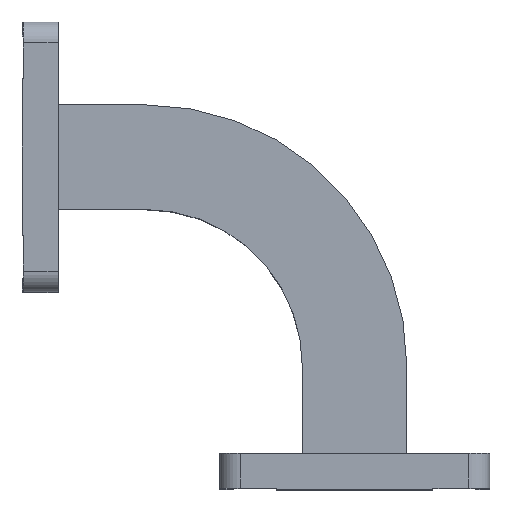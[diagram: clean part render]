
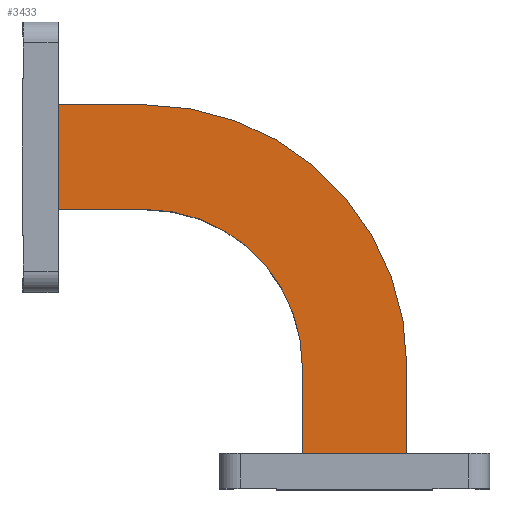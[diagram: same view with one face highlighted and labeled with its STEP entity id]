
A CAD part, top view. The second image highlights one B-rep face of the part: STEP entity #3433.
In plain terms, the highlighted planar face has unit normal (0, 0, 1).
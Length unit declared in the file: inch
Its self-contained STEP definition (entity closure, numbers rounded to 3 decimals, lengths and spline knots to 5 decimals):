
#19 = EDGE_CURVE ( 'NONE', #1000, #2536, #1500, .T. ) ;
#33 = DIRECTION ( 'NONE',  ( 1., 0., 0. ) ) ;
#40 = CARTESIAN_POINT ( 'NONE',  ( 0., -0.375, 0.75 ) ) ;
#43 = VECTOR ( 'NONE', #1817, 39.37008 ) ;
#60 = CARTESIAN_POINT ( 'NONE',  ( 2.75, -1.5, 0.75 ) ) ;
#80 = DIRECTION ( 'NONE',  ( 1., 0., 0. ) ) ;
#508 = DIRECTION ( 'NONE',  ( 0., 0., 1. ) ) ;
#523 = ORIENTED_EDGE ( 'NONE', *, *, #19, .T. ) ;
#545 = EDGE_CURVE ( 'NONE', #2536, #3923, #2482, .T. ) ;
#552 = EDGE_CURVE ( 'NONE', #1000, #944, #2669, .T. ) ;
#571 = DIRECTION ( 'NONE',  ( 1., 0., 0. ) ) ;
#613 = CARTESIAN_POINT ( 'NONE',  ( 0.25, 0., 0.75 ) ) ;
#750 = CARTESIAN_POINT ( 'NONE',  ( 0.875, 0.375, 0.75 ) ) ;
#769 = LINE ( 'NONE', #2541, #3224 ) ;
#773 = CARTESIAN_POINT ( 'NONE',  ( 0.25, 0.375, 0.75 ) ) ;
#774 = ORIENTED_EDGE ( 'NONE', *, *, #545, .T. ) ;
#789 = AXIS2_PLACEMENT_3D ( 'NONE', #2985, #3004, #3335 ) ;
#852 = CARTESIAN_POINT ( 'NONE',  ( 2.75, -2.125, 0.75 ) ) ;
#944 = VERTEX_POINT ( 'NONE', #773 ) ;
#985 = VECTOR ( 'NONE', #2860, 39.37008 ) ;
#1000 = VERTEX_POINT ( 'NONE', #3745 ) ;
#1079 = VERTEX_POINT ( 'NONE', #852 ) ;
#1143 = ORIENTED_EDGE ( 'NONE', *, *, #552, .F. ) ;
#1156 = VERTEX_POINT ( 'NONE', #2027 ) ;
#1218 = CARTESIAN_POINT ( 'NONE',  ( 0.875, -1.5, 0.75 ) ) ;
#1220 = CIRCLE ( 'NONE', #1406, 1.875 ) ;
#1253 = EDGE_CURVE ( 'NONE', #3510, #1079, #3295, .T. ) ;
#1406 = AXIS2_PLACEMENT_3D ( 'NONE', #1218, #3356, #33 ) ;
#1481 = FACE_OUTER_BOUND ( 'NONE', #2807, .T. ) ;
#1500 = LINE ( 'NONE', #40, #1667 ) ;
#1667 = VECTOR ( 'NONE', #80, 39.37008 ) ;
#1700 = DIRECTION ( 'NONE',  ( 1., 0., 0. ) ) ;
#1817 = DIRECTION ( 'NONE',  ( 0., 1., 0. ) ) ;
#1865 = EDGE_CURVE ( 'NONE', #2609, #3510, #1220, .T. ) ;
#1914 = LINE ( 'NONE', #2901, #985 ) ;
#2027 = CARTESIAN_POINT ( 'NONE',  ( 2., -2.125, 0.75 ) ) ;
#2454 = ORIENTED_EDGE ( 'NONE', *, *, #1865, .F. ) ;
#2482 = CIRCLE ( 'NONE', #789, 1.125 ) ;
#2536 = VERTEX_POINT ( 'NONE', #3114 ) ;
#2541 = CARTESIAN_POINT ( 'NONE',  ( 2., -1.5, 0.75 ) ) ;
#2609 = VERTEX_POINT ( 'NONE', #750 ) ;
#2640 = AXIS2_PLACEMENT_3D ( 'NONE', #3235, #508, #1700 ) ;
#2669 = LINE ( 'NONE', #613, #43 ) ;
#2677 = CARTESIAN_POINT ( 'NONE',  ( 2.75, -1.5, 0.75 ) ) ;
#2807 = EDGE_LOOP ( 'NONE', ( #1143, #523, #774, #3721, #3832, #3793, #2454, #3069 ) ) ;
#2860 = DIRECTION ( 'NONE',  ( 1., 0., 0. ) ) ;
#2901 = CARTESIAN_POINT ( 'NONE',  ( 0., 0.375, 0.75 ) ) ;
#2981 = LINE ( 'NONE', #3252, #3916 ) ;
#2985 = CARTESIAN_POINT ( 'NONE',  ( 0.875, -1.5, 0.75 ) ) ;
#2987 = EDGE_CURVE ( 'NONE', #3923, #1156, #769, .T. ) ;
#3004 = DIRECTION ( 'NONE',  ( 0., 0., -1. ) ) ;
#3018 = VECTOR ( 'NONE', #3609, 39.37008 ) ;
#3069 = ORIENTED_EDGE ( 'NONE', *, *, #3280, .F. ) ;
#3114 = CARTESIAN_POINT ( 'NONE',  ( 0.875, -0.375, 0.75 ) ) ;
#3197 = DIRECTION ( 'NONE',  ( 0., -1., 0. ) ) ;
#3224 = VECTOR ( 'NONE', #3197, 39.37008 ) ;
#3235 = CARTESIAN_POINT ( 'NONE',  ( 0., -0.311, 0.75 ) ) ;
#3252 = CARTESIAN_POINT ( 'NONE',  ( 0., -2.125, 0.75 ) ) ;
#3280 = EDGE_CURVE ( 'NONE', #944, #2609, #1914, .T. ) ;
#3295 = LINE ( 'NONE', #2677, #3018 ) ;
#3296 = CARTESIAN_POINT ( 'NONE',  ( 2., -1.5, 0.75 ) ) ;
#3335 = DIRECTION ( 'NONE',  ( 1., 0., 0. ) ) ;
#3356 = DIRECTION ( 'NONE',  ( 0., 0., -1. ) ) ;
#3433 = ADVANCED_FACE ( 'NONE', ( #1481 ), #3831, .T. ) ;
#3510 = VERTEX_POINT ( 'NONE', #60 ) ;
#3609 = DIRECTION ( 'NONE',  ( 0., -1., 0. ) ) ;
#3721 = ORIENTED_EDGE ( 'NONE', *, *, #2987, .T. ) ;
#3745 = CARTESIAN_POINT ( 'NONE',  ( 0.25, -0.375, 0.75 ) ) ;
#3793 = ORIENTED_EDGE ( 'NONE', *, *, #1253, .F. ) ;
#3805 = EDGE_CURVE ( 'NONE', #1156, #1079, #2981, .T. ) ;
#3831 = PLANE ( 'NONE',  #2640 ) ;
#3832 = ORIENTED_EDGE ( 'NONE', *, *, #3805, .T. ) ;
#3916 = VECTOR ( 'NONE', #571, 39.37008 ) ;
#3923 = VERTEX_POINT ( 'NONE', #3296 ) ;
